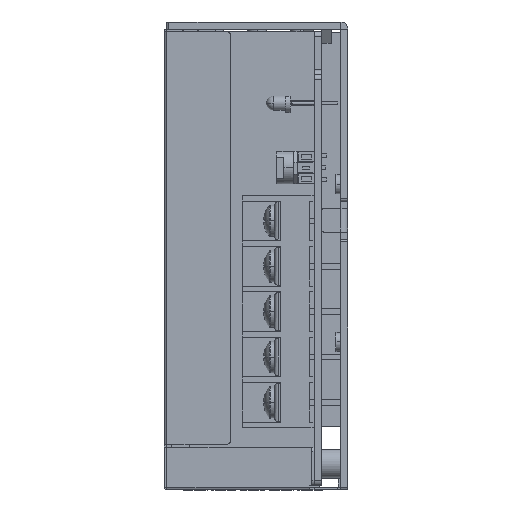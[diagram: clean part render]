
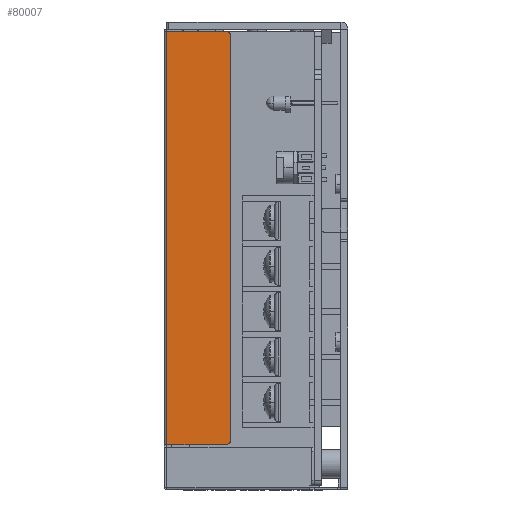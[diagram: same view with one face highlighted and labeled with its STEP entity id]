
A CAD part, left-side view. The second image highlights one B-rep face of the part: STEP entity #80007.
In plain terms, the highlighted planar face has unit normal (-1, 0, 0).
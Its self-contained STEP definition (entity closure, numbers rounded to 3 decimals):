
#4103 = DIRECTION ( 'NONE',  ( 0., 1., 0. ) ) ;
#7380 = VECTOR ( 'NONE', #65064, 1000. ) ;
#12552 = EDGE_CURVE ( 'NONE', #36475, #65951, #19297, .T. ) ;
#12621 = CARTESIAN_POINT ( 'NONE',  ( -56.541, 17.107, -35.622 ) ) ;
#18684 = DIRECTION ( 'NONE',  ( 1., 0., 0. ) ) ;
#19297 = CIRCLE ( 'NONE', #31713, 1. ) ;
#21911 = ORIENTED_EDGE ( 'NONE', *, *, #91163, .F. ) ;
#23349 = DIRECTION ( 'NONE',  ( 0., 0., -1. ) ) ;
#23529 = ORIENTED_EDGE ( 'NONE', *, *, #12552, .F. ) ;
#24348 = AXIS2_PLACEMENT_3D ( 'NONE', #47830, #18684, #4103 ) ;
#24828 = ORIENTED_EDGE ( 'NONE', *, *, #76177, .F. ) ;
#25136 = CARTESIAN_POINT ( 'NONE',  ( -56.541, 17.207, -36.622 ) ) ;
#27747 = AXIS2_PLACEMENT_3D ( 'NONE', #93537, #35724, #94983 ) ;
#28637 = LINE ( 'NONE', #12621, #7380 ) ;
#30170 = CARTESIAN_POINT ( 'NONE',  ( -56.541, 3.707, -35.622 ) ) ;
#31713 = AXIS2_PLACEMENT_3D ( 'NONE', #44531, #37246, #89227 ) ;
#31973 = VERTEX_POINT ( 'NONE', #38326 ) ;
#31996 = VECTOR ( 'NONE', #23349, 1000. ) ;
#32140 = CARTESIAN_POINT ( 'NONE',  ( -56.541, 3.707, -35.622 ) ) ;
#33652 = CIRCLE ( 'NONE', #24348, 1. ) ;
#34370 = CARTESIAN_POINT ( 'NONE',  ( -56.541, 4.707, 49.878 ) ) ;
#34763 = FACE_OUTER_BOUND ( 'NONE', #61222, .T. ) ;
#35724 = DIRECTION ( 'NONE',  ( -1., 0., 0. ) ) ;
#36475 = VERTEX_POINT ( 'NONE', #32140 ) ;
#37246 = DIRECTION ( 'NONE',  ( 1., 0., 0. ) ) ;
#37703 = VERTEX_POINT ( 'NONE', #81857 ) ;
#38326 = CARTESIAN_POINT ( 'NONE',  ( -56.541, 17.107, -36.622 ) ) ;
#38970 = EDGE_CURVE ( 'NONE', #70549, #92880, #33652, .T. ) ;
#43276 = EDGE_CURVE ( 'NONE', #37703, #31973, #28637, .T. ) ;
#43771 = EDGE_CURVE ( 'NONE', #37703, #70549, #67219, .T. ) ;
#44531 = CARTESIAN_POINT ( 'NONE',  ( -56.541, 4.707, -35.622 ) ) ;
#47830 = CARTESIAN_POINT ( 'NONE',  ( -56.541, 4.707, 48.878 ) ) ;
#49904 = DIRECTION ( 'NONE',  ( 0., -1., 0. ) ) ;
#57116 = VECTOR ( 'NONE', #49904, 1000. ) ;
#58116 = DIRECTION ( 'NONE',  ( 0., 1., 0. ) ) ;
#61222 = EDGE_LOOP ( 'NONE', ( #88325, #64692, #24828, #23529, #21911, #64768 ) ) ;
#64692 = ORIENTED_EDGE ( 'NONE', *, *, #43276, .T. ) ;
#64768 = ORIENTED_EDGE ( 'NONE', *, *, #38970, .F. ) ;
#65064 = DIRECTION ( 'NONE',  ( 0., 0., -1. ) ) ;
#65951 = VERTEX_POINT ( 'NONE', #83555 ) ;
#67219 = LINE ( 'NONE', #34370, #57116 ) ;
#69770 = CARTESIAN_POINT ( 'NONE',  ( -56.541, 4.707, 49.878 ) ) ;
#70335 = CARTESIAN_POINT ( 'NONE',  ( -56.541, 3.707, 48.878 ) ) ;
#70549 = VERTEX_POINT ( 'NONE', #69770 ) ;
#76177 = EDGE_CURVE ( 'NONE', #65951, #31973, #84396, .T. ) ;
#80007 = ADVANCED_FACE ( 'NONE', ( #34763 ), #80866, .T. ) ;
#80866 = PLANE ( 'NONE',  #27747 ) ;
#81857 = CARTESIAN_POINT ( 'NONE',  ( -56.541, 17.107, 49.878 ) ) ;
#82612 = LINE ( 'NONE', #30170, #31996 ) ;
#83555 = CARTESIAN_POINT ( 'NONE',  ( -56.541, 4.707, -36.622 ) ) ;
#84396 = LINE ( 'NONE', #25136, #89539 ) ;
#88325 = ORIENTED_EDGE ( 'NONE', *, *, #43771, .F. ) ;
#89227 = DIRECTION ( 'NONE',  ( 0., -1., 0. ) ) ;
#89539 = VECTOR ( 'NONE', #58116, 1000. ) ;
#91163 = EDGE_CURVE ( 'NONE', #92880, #36475, #82612, .T. ) ;
#92880 = VERTEX_POINT ( 'NONE', #70335 ) ;
#93537 = CARTESIAN_POINT ( 'NONE',  ( -56.541, 4.707, -35.622 ) ) ;
#94983 = DIRECTION ( 'NONE',  ( 0., -1., 0. ) ) ;
